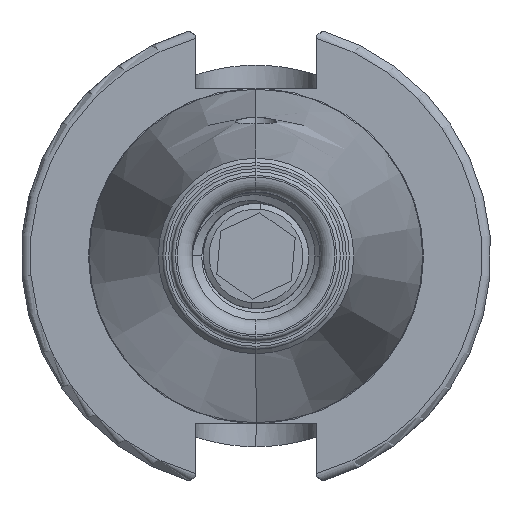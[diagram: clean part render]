
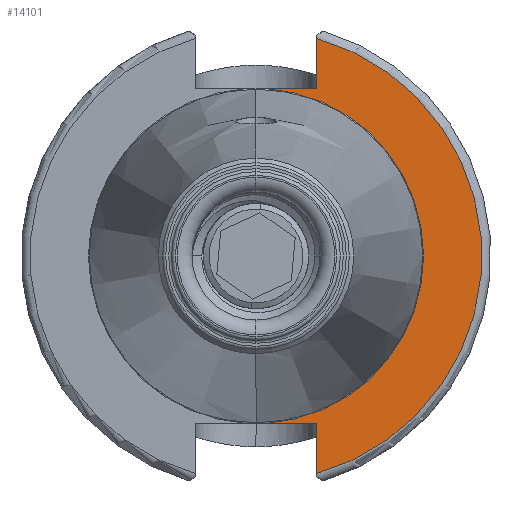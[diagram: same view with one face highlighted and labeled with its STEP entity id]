
A CAD part, left-side view. The second image highlights one B-rep face of the part: STEP entity #14101.
In plain terms, the highlighted planar face has unit normal (-1, 0, 0).
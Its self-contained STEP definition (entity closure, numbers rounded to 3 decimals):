
#5829 = CARTESIAN_POINT ( 'NONE',  ( -5., -8.075, -29.1 ) ) ;
#5857 = CARTESIAN_POINT ( 'NONE',  ( -5., -8.075, 22.35 ) ) ;
#5885 = CARTESIAN_POINT ( 'NONE',  ( -5., -8.075, -22.35 ) ) ;
#5964 = CARTESIAN_POINT ( 'NONE',  ( -5., -8.075, 29.1 ) ) ;
#6857 = CARTESIAN_POINT ( 'NONE',  ( -5., -1.464, -22.35 ) ) ;
#6881 = CARTESIAN_POINT ( 'NONE',  ( -5., -1.464, 22.35 ) ) ;
#8805 = VECTOR ( 'NONE', #10685, 1000. ) ;
#8816 = LINE ( 'NONE', #10714, #8805 ) ;
#8891 = VECTOR ( 'NONE', #11081, 1000. ) ;
#8894 = VECTOR ( 'NONE', #11118, 1000. ) ;
#8913 = CIRCLE ( 'NONE', #26661, 30.2 ) ;
#8921 = LINE ( 'NONE', #11156, #8937 ) ;
#8923 = LINE ( 'NONE', #11070, #8891 ) ;
#8937 = VECTOR ( 'NONE', #11135, 1000. ) ;
#8938 = LINE ( 'NONE', #11155, #8894 ) ;
#9005 = FACE_OUTER_BOUND ( 'NONE', #28241, .T. ) ;
#9659 = CIRCLE ( 'NONE', #26561, 22.398 ) ;
#10685 = DIRECTION ( 'NONE',  ( 0., 0., -1. ) ) ;
#10714 = CARTESIAN_POINT ( 'NONE',  ( -5., -8.075, 0. ) ) ;
#10951 = DIRECTION ( 'NONE',  ( 0., 0., 1. ) ) ;
#10959 = CARTESIAN_POINT ( 'NONE',  ( -5., 0., 0. ) ) ;
#10962 = DIRECTION ( 'NONE',  ( -1., 0., 0. ) ) ;
#11070 = CARTESIAN_POINT ( 'NONE',  ( -5., 22.398, -22.35 ) ) ;
#11081 = DIRECTION ( 'NONE',  ( 0., 1., 0. ) ) ;
#11118 = DIRECTION ( 'NONE',  ( 0., 0., 1. ) ) ;
#11135 = DIRECTION ( 'NONE',  ( 0., -1., 0. ) ) ;
#11155 = CARTESIAN_POINT ( 'NONE',  ( -5., -8.075, 0. ) ) ;
#11156 = CARTESIAN_POINT ( 'NONE',  ( -5., 22.398, 22.35 ) ) ;
#12374 = EDGE_CURVE ( 'NONE', #13422, #13428, #9659, .T. ) ;
#12672 = EDGE_CURVE ( 'NONE', #13664, #13614, #8816, .T. ) ;
#12732 = EDGE_CURVE ( 'NONE', #13614, #13713, #8913, .T. ) ;
#12764 = EDGE_CURVE ( 'NONE', #13664, #13422, #8923, .T. ) ;
#12771 = EDGE_CURVE ( 'NONE', #13428, #13588, #8921, .T. ) ;
#12774 = EDGE_CURVE ( 'NONE', #13588, #13713, #8938, .T. ) ;
#12972 = ORIENTED_EDGE ( 'NONE', *, *, #12374, .F. ) ;
#12982 = ORIENTED_EDGE ( 'NONE', *, *, #12732, .T. ) ;
#12986 = ORIENTED_EDGE ( 'NONE', *, *, #12771, .F. ) ;
#13002 = ORIENTED_EDGE ( 'NONE', *, *, #12774, .F. ) ;
#13007 = ORIENTED_EDGE ( 'NONE', *, *, #12764, .F. ) ;
#13010 = ORIENTED_EDGE ( 'NONE', *, *, #12672, .T. ) ;
#13422 = VERTEX_POINT ( 'NONE', #6857 ) ;
#13428 = VERTEX_POINT ( 'NONE', #6881 ) ;
#13588 = VERTEX_POINT ( 'NONE', #5857 ) ;
#13614 = VERTEX_POINT ( 'NONE', #5829 ) ;
#13664 = VERTEX_POINT ( 'NONE', #5885 ) ;
#13713 = VERTEX_POINT ( 'NONE', #5964 ) ;
#14101 = ADVANCED_FACE ( 'NONE', ( #9005 ), #22817, .F. ) ;
#14922 = CARTESIAN_POINT ( 'NONE',  ( -5., 0., 0. ) ) ;
#14925 = DIRECTION ( 'NONE',  ( 0., 0., 1. ) ) ;
#14957 = DIRECTION ( 'NONE',  ( -1., 0., 0. ) ) ;
#22775 = CARTESIAN_POINT ( 'NONE',  ( -5., 22.398, 0. ) ) ;
#22817 = PLANE ( 'NONE',  #26679 ) ;
#22821 = DIRECTION ( 'NONE',  ( 1., 0., 0. ) ) ;
#22826 = DIRECTION ( 'NONE',  ( 0., 0., -1. ) ) ;
#26561 = AXIS2_PLACEMENT_3D ( 'NONE', #14922, #14957, #14925 ) ;
#26661 = AXIS2_PLACEMENT_3D ( 'NONE', #10959, #10962, #10951 ) ;
#26679 = AXIS2_PLACEMENT_3D ( 'NONE', #22775, #22821, #22826 ) ;
#28241 = EDGE_LOOP ( 'NONE', ( #13007, #13010, #12982, #13002, #12986, #12972 ) ) ;
